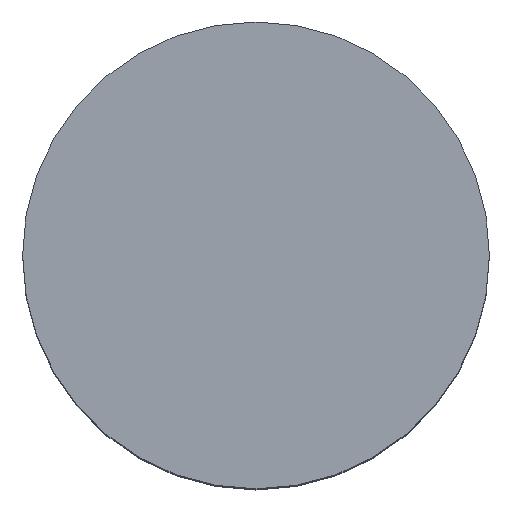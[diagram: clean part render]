
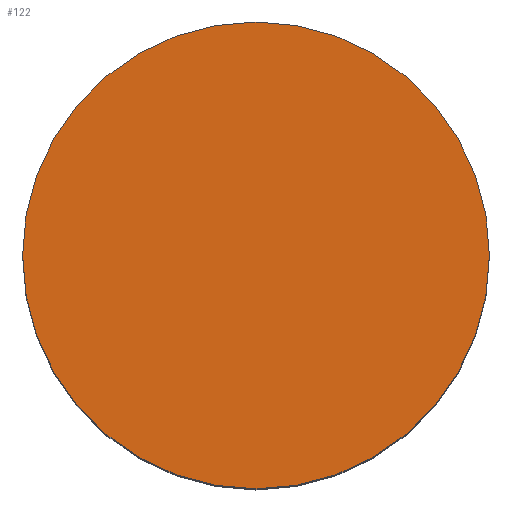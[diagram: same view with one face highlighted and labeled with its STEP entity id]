
A CAD part, top view. The second image highlights one B-rep face of the part: STEP entity #122.
In plain terms, the highlighted planar face has unit normal (0, 0, 1).
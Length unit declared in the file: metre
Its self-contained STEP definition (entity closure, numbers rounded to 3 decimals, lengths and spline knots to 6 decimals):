
#17=PLANE('',#155);
#35=ORIENTED_EDGE('',*,*,#47,.T.);
#47=EDGE_CURVE('',#57,#57,#67,.T.);
#57=VERTEX_POINT('',#232);
#67=CIRCLE('',#156,0.00143);
#85=EDGE_LOOP('',(#35));
#105=FACE_BOUND('',#85,.T.);
#122=ADVANCED_FACE('',(#105),#17,.T.);
#155=AXIS2_PLACEMENT_3D('',#230,#196,#197);
#156=AXIS2_PLACEMENT_3D('',#231,#198,#199);
#196=DIRECTION('',(0.,0.,1.));
#197=DIRECTION('',(1.,0.,0.));
#198=DIRECTION('',(0.,0.,1.));
#199=DIRECTION('',(1.,0.,0.));
#230=CARTESIAN_POINT('',(0.,0.,0.002));
#231=CARTESIAN_POINT('',(0.,0.,0.002));
#232=CARTESIAN_POINT('',(0.00143,0.,0.002));
